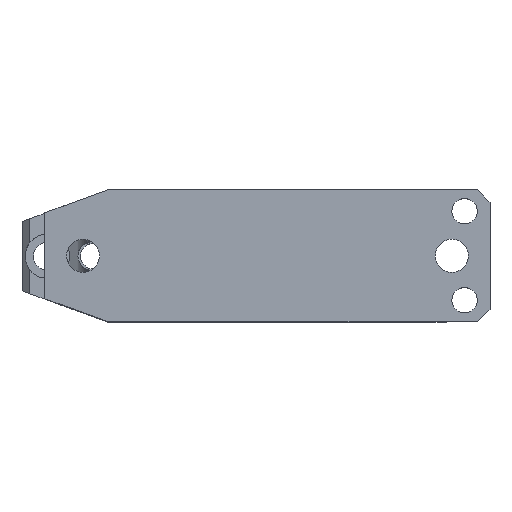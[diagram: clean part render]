
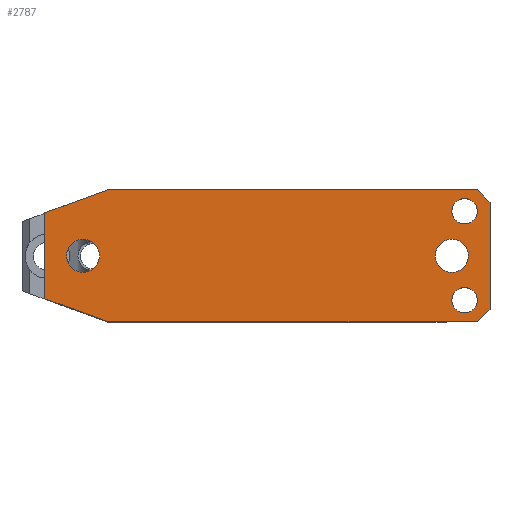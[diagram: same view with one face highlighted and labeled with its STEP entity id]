
A CAD part, top view. The second image highlights one B-rep face of the part: STEP entity #2787.
In plain terms, the highlighted planar face has unit normal (0, 0, 1).
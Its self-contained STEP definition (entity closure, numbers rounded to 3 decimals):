
#63=CARTESIAN_POINT('Vertex',(16.08,17.5,79.43)) ;
#77=CARTESIAN_POINT('Vertex',(26.08,17.5,79.43)) ;
#80=CARTESIAN_POINT('Axis2P3D Location',(21.08,17.5,79.43)) ;
#102=CARTESIAN_POINT('Axis2P3D Location',(21.08,17.5,79.43)) ;
#147=CARTESIAN_POINT('Line Origine',(28.58,-23.5,79.43)) ;
#151=CARTESIAN_POINT('Vertex',(26.08,-26.,79.43)) ;
#153=CARTESIAN_POINT('Vertex',(31.08,-21.,79.43)) ;
#321=CARTESIAN_POINT('Line Origine',(-46.42,-26.,79.43)) ;
#325=CARTESIAN_POINT('Vertex',(-118.92,-26.,79.43)) ;
#377=CARTESIAN_POINT('Line Origine',(-131.42,-21.45,79.43)) ;
#381=CARTESIAN_POINT('Vertex',(-143.92,-16.901,79.43)) ;
#442=CARTESIAN_POINT('Line Origine',(-143.92,0.,79.43)) ;
#446=CARTESIAN_POINT('Vertex',(-143.92,16.901,79.43)) ;
#520=CARTESIAN_POINT('Line Origine',(-131.42,21.45,79.43)) ;
#524=CARTESIAN_POINT('Vertex',(-118.92,26.,79.43)) ;
#564=CARTESIAN_POINT('Line Origine',(-46.42,26.,79.43)) ;
#568=CARTESIAN_POINT('Vertex',(26.08,26.,79.43)) ;
#723=CARTESIAN_POINT('Line Origine',(28.58,23.5,79.43)) ;
#727=CARTESIAN_POINT('Vertex',(31.08,21.,79.43)) ;
#767=CARTESIAN_POINT('Line Origine',(31.08,0.,79.43)) ;
#797=CARTESIAN_POINT('Vertex',(16.08,-17.5,79.43)) ;
#800=CARTESIAN_POINT('Axis2P3D Location',(21.08,-17.5,79.43)) ;
#804=CARTESIAN_POINT('Vertex',(26.08,-17.5,79.43)) ;
#829=CARTESIAN_POINT('Axis2P3D Location',(21.08,-17.5,79.43)) ;
#2660=CARTESIAN_POINT('Vertex',(9.58,0.,79.43)) ;
#2663=CARTESIAN_POINT('Axis2P3D Location',(16.08,0.,79.43)) ;
#2667=CARTESIAN_POINT('Vertex',(22.58,0.,79.43)) ;
#2687=CARTESIAN_POINT('Axis2P3D Location',(16.08,0.,79.43)) ;
#2717=CARTESIAN_POINT('Vertex',(-135.42,0.,79.43)) ;
#2720=CARTESIAN_POINT('Axis2P3D Location',(-128.92,0.,79.43)) ;
#2724=CARTESIAN_POINT('Vertex',(-122.42,0.,79.43)) ;
#2744=CARTESIAN_POINT('Axis2P3D Location',(-128.92,0.,79.43)) ;
#2756=CARTESIAN_POINT('Axis2P3D Location',(-143.92,26.,79.43)) ;
#81=DIRECTION('Axis2P3D Direction',(-0.,0.,1.)) ;
#103=DIRECTION('Axis2P3D Direction',(-0.,0.,1.)) ;
#148=DIRECTION('Vector Direction',(0.707,0.707,0.)) ;
#322=DIRECTION('Vector Direction',(1.,0.,0.)) ;
#378=DIRECTION('Vector Direction',(0.94,-0.342,0.)) ;
#443=DIRECTION('Vector Direction',(0.,-1.,0.)) ;
#521=DIRECTION('Vector Direction',(0.94,0.342,0.)) ;
#565=DIRECTION('Vector Direction',(1.,0.,0.)) ;
#724=DIRECTION('Vector Direction',(-0.707,0.707,0.)) ;
#768=DIRECTION('Vector Direction',(0.,-1.,0.)) ;
#801=DIRECTION('Axis2P3D Direction',(-0.,0.,1.)) ;
#830=DIRECTION('Axis2P3D Direction',(-0.,0.,1.)) ;
#2664=DIRECTION('Axis2P3D Direction',(0.,-0.,1.)) ;
#2688=DIRECTION('Axis2P3D Direction',(0.,-0.,1.)) ;
#2721=DIRECTION('Axis2P3D Direction',(0.,-0.,1.)) ;
#2745=DIRECTION('Axis2P3D Direction',(0.,-0.,1.)) ;
#2757=DIRECTION('Axis2P3D Direction',(0.,0.,-1.)) ;
#2758=DIRECTION('Axis2P3D XDirection',(-1.,0.,0.)) ;
#82=AXIS2_PLACEMENT_3D('Circle Axis2P3D',#80,#81,$) ;
#104=AXIS2_PLACEMENT_3D('Circle Axis2P3D',#102,#103,$) ;
#802=AXIS2_PLACEMENT_3D('Circle Axis2P3D',#800,#801,$) ;
#831=AXIS2_PLACEMENT_3D('Circle Axis2P3D',#829,#830,$) ;
#2665=AXIS2_PLACEMENT_3D('Circle Axis2P3D',#2663,#2664,$) ;
#2689=AXIS2_PLACEMENT_3D('Circle Axis2P3D',#2687,#2688,$) ;
#2722=AXIS2_PLACEMENT_3D('Circle Axis2P3D',#2720,#2721,$) ;
#2746=AXIS2_PLACEMENT_3D('Circle Axis2P3D',#2744,#2745,$) ;
#2759=AXIS2_PLACEMENT_3D('Plane Axis2P3D',#2756,#2757,#2758) ;
#2762=ORIENTED_EDGE('',*,*,#771,.F.) ;
#2763=ORIENTED_EDGE('',*,*,#729,.T.) ;
#2764=ORIENTED_EDGE('',*,*,#570,.T.) ;
#2765=ORIENTED_EDGE('',*,*,#526,.F.) ;
#2766=ORIENTED_EDGE('',*,*,#448,.T.) ;
#2767=ORIENTED_EDGE('',*,*,#383,.T.) ;
#2768=ORIENTED_EDGE('',*,*,#327,.F.) ;
#2769=ORIENTED_EDGE('',*,*,#155,.T.) ;
#2772=ORIENTED_EDGE('',*,*,#2691,.F.) ;
#2773=ORIENTED_EDGE('',*,*,#2669,.F.) ;
#2776=ORIENTED_EDGE('',*,*,#833,.F.) ;
#2777=ORIENTED_EDGE('',*,*,#806,.F.) ;
#2780=ORIENTED_EDGE('',*,*,#84,.F.) ;
#2781=ORIENTED_EDGE('',*,*,#106,.F.) ;
#2784=ORIENTED_EDGE('',*,*,#2726,.F.) ;
#2785=ORIENTED_EDGE('',*,*,#2748,.F.) ;
#2774=FACE_BOUND('',#2771,.T.) ;
#2778=FACE_BOUND('',#2775,.T.) ;
#2782=FACE_BOUND('',#2779,.T.) ;
#2786=FACE_BOUND('',#2783,.T.) ;
#149=VECTOR('Line Direction',#148,1.) ;
#323=VECTOR('Line Direction',#322,1.) ;
#379=VECTOR('Line Direction',#378,1.) ;
#444=VECTOR('Line Direction',#443,1.) ;
#522=VECTOR('Line Direction',#521,1.) ;
#566=VECTOR('Line Direction',#565,1.) ;
#725=VECTOR('Line Direction',#724,1.) ;
#769=VECTOR('Line Direction',#768,1.) ;
#2787=ADVANCED_FACE('CAM HOLDER',(#2770,#2774,#2778,#2782,#2786),#2760,.F.) ;
#83=CIRCLE('generated circle',#82,5.) ;
#105=CIRCLE('generated circle',#104,5.) ;
#803=CIRCLE('generated circle',#802,5.) ;
#832=CIRCLE('generated circle',#831,5.) ;
#2666=CIRCLE('generated circle',#2665,6.5) ;
#2690=CIRCLE('generated circle',#2689,6.5) ;
#2723=CIRCLE('generated circle',#2722,6.5) ;
#2747=CIRCLE('generated circle',#2746,6.5) ;
#84=EDGE_CURVE('',#78,#64,#83,.T.) ;
#106=EDGE_CURVE('',#64,#78,#105,.T.) ;
#155=EDGE_CURVE('',#152,#154,#150,.T.) ;
#327=EDGE_CURVE('',#152,#326,#324,.F.) ;
#383=EDGE_CURVE('',#382,#326,#380,.T.) ;
#448=EDGE_CURVE('',#447,#382,#445,.T.) ;
#526=EDGE_CURVE('',#447,#525,#523,.T.) ;
#570=EDGE_CURVE('',#569,#525,#567,.F.) ;
#729=EDGE_CURVE('',#728,#569,#726,.T.) ;
#771=EDGE_CURVE('',#728,#154,#770,.T.) ;
#806=EDGE_CURVE('',#798,#805,#803,.T.) ;
#833=EDGE_CURVE('',#805,#798,#832,.T.) ;
#2669=EDGE_CURVE('',#2661,#2668,#2666,.T.) ;
#2691=EDGE_CURVE('',#2668,#2661,#2690,.T.) ;
#2726=EDGE_CURVE('',#2718,#2725,#2723,.T.) ;
#2748=EDGE_CURVE('',#2725,#2718,#2747,.T.) ;
#2761=EDGE_LOOP('',(#2762,#2763,#2764,#2765,#2766,#2767,#2768,#2769)) ;
#2771=EDGE_LOOP('',(#2772,#2773)) ;
#2775=EDGE_LOOP('',(#2776,#2777)) ;
#2779=EDGE_LOOP('',(#2780,#2781)) ;
#2783=EDGE_LOOP('',(#2784,#2785)) ;
#2770=FACE_OUTER_BOUND('',#2761,.T.) ;
#150=LINE('Line',#147,#149) ;
#324=LINE('Line',#321,#323) ;
#380=LINE('Line',#377,#379) ;
#445=LINE('Line',#442,#444) ;
#523=LINE('Line',#520,#522) ;
#567=LINE('Line',#564,#566) ;
#726=LINE('Line',#723,#725) ;
#770=LINE('Line',#767,#769) ;
#2760=PLANE('Plane',#2759) ;
#64=VERTEX_POINT('',#63) ;
#78=VERTEX_POINT('',#77) ;
#152=VERTEX_POINT('',#151) ;
#154=VERTEX_POINT('',#153) ;
#326=VERTEX_POINT('',#325) ;
#382=VERTEX_POINT('',#381) ;
#447=VERTEX_POINT('',#446) ;
#525=VERTEX_POINT('',#524) ;
#569=VERTEX_POINT('',#568) ;
#728=VERTEX_POINT('',#727) ;
#798=VERTEX_POINT('',#797) ;
#805=VERTEX_POINT('',#804) ;
#2661=VERTEX_POINT('',#2660) ;
#2668=VERTEX_POINT('',#2667) ;
#2718=VERTEX_POINT('',#2717) ;
#2725=VERTEX_POINT('',#2724) ;
